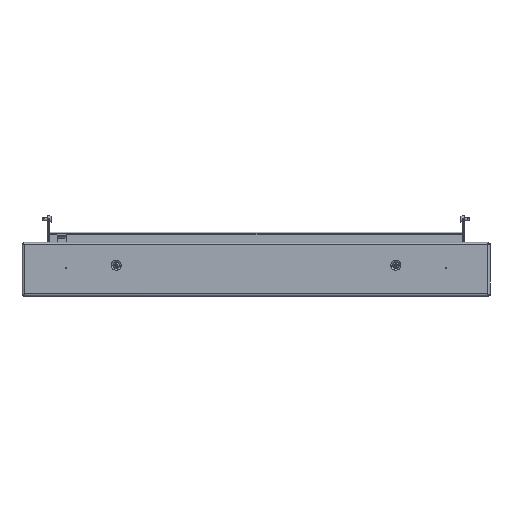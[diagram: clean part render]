
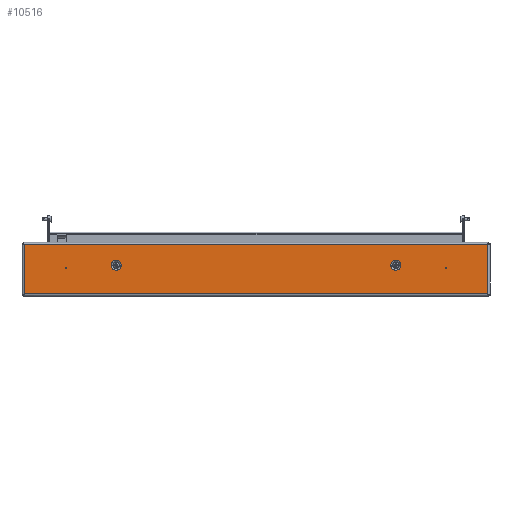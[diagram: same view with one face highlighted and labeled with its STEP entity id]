
A CAD part, top view. The second image highlights one B-rep face of the part: STEP entity #10516.
In plain terms, the highlighted planar face has unit normal (0, 0, 1).
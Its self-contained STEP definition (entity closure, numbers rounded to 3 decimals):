
#36 = DIRECTION ( 'NONE',  ( 1., 0., 0. ) ) ;
#49 = CARTESIAN_POINT ( 'NONE',  ( -322.5, 1.75, 2. ) ) ;
#285 = VERTEX_POINT ( 'NONE', #12776 ) ;
#442 = ORIENTED_EDGE ( 'NONE', *, *, #16271, .T. ) ;
#451 = CIRCLE ( 'NONE', #15078, 8.5 ) ;
#549 = ORIENTED_EDGE ( 'NONE', *, *, #4481, .T. ) ;
#608 = DIRECTION ( 'NONE',  ( 1., 0., 0. ) ) ;
#706 = FACE_BOUND ( 'NONE', #11740, .T. ) ;
#934 = CARTESIAN_POINT ( 'NONE',  ( -395.429, -42.5, 2. ) ) ;
#1016 = CARTESIAN_POINT ( 'NONE',  ( -237.5, 6.25, 2. ) ) ;
#1031 = AXIS2_PLACEMENT_3D ( 'NONE', #7883, #3731, #1032 ) ;
#1032 = DIRECTION ( 'NONE',  ( 1., 0., 0. ) ) ;
#1299 = CARTESIAN_POINT ( 'NONE',  ( 237.5, 6.25, 2. ) ) ;
#1350 = CARTESIAN_POINT ( 'NONE',  ( 393.5, -44.429, 2. ) ) ;
#1493 = CARTESIAN_POINT ( 'NONE',  ( -393.5, 42.929, 2. ) ) ;
#1505 = VERTEX_POINT ( 'NONE', #1939 ) ;
#1764 = ORIENTED_EDGE ( 'NONE', *, *, #6321, .F. ) ;
#1939 = CARTESIAN_POINT ( 'NONE',  ( -229., 6.25, 2. ) ) ;
#2366 = CARTESIAN_POINT ( 'NONE',  ( -393.5, 41., 2. ) ) ;
#2415 = DIRECTION ( 'NONE',  ( 1., 0., 0. ) ) ;
#2418 = LINE ( 'NONE', #13071, #10128 ) ;
#2428 = DIRECTION ( 'NONE',  ( -1., 0., 0. ) ) ;
#2442 = DIRECTION ( 'NONE',  ( -1., 0., 0. ) ) ;
#2546 = DIRECTION ( 'NONE',  ( 1., 0., 0. ) ) ;
#2550 = VERTEX_POINT ( 'NONE', #17161 ) ;
#2788 = VERTEX_POINT ( 'NONE', #11488 ) ;
#3010 = VERTEX_POINT ( 'NONE', #13376 ) ;
#3329 = CARTESIAN_POINT ( 'NONE',  ( 229., 6.25, 2. ) ) ;
#3498 = EDGE_LOOP ( 'NONE', ( #13956, #1764 ) ) ;
#3731 = DIRECTION ( 'NONE',  ( 0., 0., 1. ) ) ;
#3790 = CARTESIAN_POINT ( 'NONE',  ( 322.5, 1.75, 2. ) ) ;
#3868 = VECTOR ( 'NONE', #4348, 1000. ) ;
#3947 = CIRCLE ( 'NONE', #17302, 1.058 ) ;
#4348 = DIRECTION ( 'NONE',  ( 0., -1., 0. ) ) ;
#4386 = EDGE_LOOP ( 'NONE', ( #6470, #442 ) ) ;
#4481 = EDGE_CURVE ( 'NONE', #3010, #15884, #13936, .T. ) ;
#4739 = VECTOR ( 'NONE', #2415, 1000. ) ;
#4748 = VERTEX_POINT ( 'NONE', #3329 ) ;
#5062 = PLANE ( 'NONE',  #1031 ) ;
#5097 = FACE_BOUND ( 'NONE', #9646, .T. ) ;
#5100 = EDGE_CURVE ( 'NONE', #8378, #11147, #2418, .T. ) ;
#5116 = DIRECTION ( 'NONE',  ( 0., 0., 1. ) ) ;
#5191 = CARTESIAN_POINT ( 'NONE',  ( -322.5, 1.75, 2. ) ) ;
#5317 = DIRECTION ( 'NONE',  ( 0., 1., 0. ) ) ;
#5429 = ORIENTED_EDGE ( 'NONE', *, *, #10659, .T. ) ;
#5700 = ORIENTED_EDGE ( 'NONE', *, *, #9788, .T. ) ;
#5770 = CARTESIAN_POINT ( 'NONE',  ( 322.5, 1.75, 2. ) ) ;
#6093 = CIRCLE ( 'NONE', #10501, 1.058 ) ;
#6321 = EDGE_CURVE ( 'NONE', #4748, #10978, #12396, .T. ) ;
#6422 = FACE_OUTER_BOUND ( 'NONE', #12417, .T. ) ;
#6424 = DIRECTION ( 'NONE',  ( 0., 0., -1. ) ) ;
#6439 = EDGE_CURVE ( 'NONE', #12260, #1505, #451, .T. ) ;
#6470 = ORIENTED_EDGE ( 'NONE', *, *, #6439, .T. ) ;
#6545 = CARTESIAN_POINT ( 'NONE',  ( -393.5, -42.5, 2. ) ) ;
#7130 = EDGE_CURVE ( 'NONE', #2788, #2550, #6093, .T. ) ;
#7414 = EDGE_CURVE ( 'NONE', #10978, #4748, #17207, .T. ) ;
#7705 = VECTOR ( 'NONE', #5317, 1000. ) ;
#7883 = CARTESIAN_POINT ( 'NONE',  ( -397.5, -46.5, 2. ) ) ;
#8090 = DIRECTION ( 'NONE',  ( 1., 0., 0. ) ) ;
#8178 = CARTESIAN_POINT ( 'NONE',  ( 322.5, 0.692, 2. ) ) ;
#8246 = ORIENTED_EDGE ( 'NONE', *, *, #9972, .T. ) ;
#8264 = LINE ( 'NONE', #1493, #3868 ) ;
#8372 = CARTESIAN_POINT ( 'NONE',  ( 246., 6.25, 2. ) ) ;
#8378 = VERTEX_POINT ( 'NONE', #13560 ) ;
#9083 = DIRECTION ( 'NONE',  ( 0., 0., -1. ) ) ;
#9371 = DIRECTION ( 'NONE',  ( 0., 0., 1. ) ) ;
#9386 = AXIS2_PLACEMENT_3D ( 'NONE', #17350, #11999, #2428 ) ;
#9492 = CIRCLE ( 'NONE', #9386, 8.5 ) ;
#9646 = EDGE_LOOP ( 'NONE', ( #5429, #10134 ) ) ;
#9788 = EDGE_CURVE ( 'NONE', #9891, #285, #11860, .T. ) ;
#9891 = VERTEX_POINT ( 'NONE', #6545 ) ;
#9923 = ORIENTED_EDGE ( 'NONE', *, *, #14927, .T. ) ;
#9972 = EDGE_CURVE ( 'NONE', #285, #8378, #11233, .T. ) ;
#9979 = DIRECTION ( 'NONE',  ( 0., 0., -1. ) ) ;
#10128 = VECTOR ( 'NONE', #10607, 1000. ) ;
#10134 = ORIENTED_EDGE ( 'NONE', *, *, #7130, .T. ) ;
#10501 = AXIS2_PLACEMENT_3D ( 'NONE', #49, #16100, #8090 ) ;
#10516 = ADVANCED_FACE ( '�����2', ( #15581, #5097, #14920, #706, #6422 ), #5062, .T. ) ;
#10607 = DIRECTION ( 'NONE',  ( -1., 0., 0. ) ) ;
#10631 = DIRECTION ( 'NONE',  ( 1., 0., 0. ) ) ;
#10659 = EDGE_CURVE ( 'NONE', #2550, #2788, #3947, .T. ) ;
#10978 = VERTEX_POINT ( 'NONE', #8372 ) ;
#11147 = VERTEX_POINT ( 'NONE', #2366 ) ;
#11233 = LINE ( 'NONE', #1350, #7705 ) ;
#11268 = AXIS2_PLACEMENT_3D ( 'NONE', #3790, #17328, #36 ) ;
#11488 = CARTESIAN_POINT ( 'NONE',  ( -322.5, 0.692, 2. ) ) ;
#11740 = EDGE_LOOP ( 'NONE', ( #549, #15157 ) ) ;
#11860 = LINE ( 'NONE', #934, #4739 ) ;
#11999 = DIRECTION ( 'NONE',  ( 0., 0., -1. ) ) ;
#12260 = VERTEX_POINT ( 'NONE', #13414 ) ;
#12396 = CIRCLE ( 'NONE', #13635, 8.5 ) ;
#12417 = EDGE_LOOP ( 'NONE', ( #15625, #9923, #5700, #8246 ) ) ;
#12776 = CARTESIAN_POINT ( 'NONE',  ( 393.5, -42.5, 2. ) ) ;
#13071 = CARTESIAN_POINT ( 'NONE',  ( 395.429, 41., 2. ) ) ;
#13143 = CARTESIAN_POINT ( 'NONE',  ( 237.5, 6.25, 2. ) ) ;
#13376 = CARTESIAN_POINT ( 'NONE',  ( 322.5, 2.808, 2. ) ) ;
#13414 = CARTESIAN_POINT ( 'NONE',  ( -246., 6.25, 2. ) ) ;
#13560 = CARTESIAN_POINT ( 'NONE',  ( 393.5, 41., 2. ) ) ;
#13635 = AXIS2_PLACEMENT_3D ( 'NONE', #1299, #9371, #2546 ) ;
#13936 = CIRCLE ( 'NONE', #11268, 1.058 ) ;
#13956 = ORIENTED_EDGE ( 'NONE', *, *, #7414, .F. ) ;
#14320 = AXIS2_PLACEMENT_3D ( 'NONE', #13143, #5116, #15830 ) ;
#14446 = EDGE_CURVE ( 'NONE', #15884, #3010, #15387, .T. ) ;
#14920 = FACE_BOUND ( 'NONE', #3498, .T. ) ;
#14927 = EDGE_CURVE ( 'NONE', #11147, #9891, #8264, .T. ) ;
#15078 = AXIS2_PLACEMENT_3D ( 'NONE', #1016, #9083, #2442 ) ;
#15157 = ORIENTED_EDGE ( 'NONE', *, *, #14446, .T. ) ;
#15387 = CIRCLE ( 'NONE', #17117, 1.058 ) ;
#15581 = FACE_BOUND ( 'NONE', #4386, .T. ) ;
#15625 = ORIENTED_EDGE ( 'NONE', *, *, #5100, .T. ) ;
#15830 = DIRECTION ( 'NONE',  ( 1., 0., 0. ) ) ;
#15884 = VERTEX_POINT ( 'NONE', #8178 ) ;
#16100 = DIRECTION ( 'NONE',  ( 0., 0., -1. ) ) ;
#16271 = EDGE_CURVE ( 'NONE', #1505, #12260, #9492, .T. ) ;
#17117 = AXIS2_PLACEMENT_3D ( 'NONE', #5770, #9979, #608 ) ;
#17161 = CARTESIAN_POINT ( 'NONE',  ( -322.5, 2.808, 2. ) ) ;
#17207 = CIRCLE ( 'NONE', #14320, 8.5 ) ;
#17302 = AXIS2_PLACEMENT_3D ( 'NONE', #5191, #6424, #10631 ) ;
#17328 = DIRECTION ( 'NONE',  ( 0., 0., -1. ) ) ;
#17350 = CARTESIAN_POINT ( 'NONE',  ( -237.5, 6.25, 2. ) ) ;
